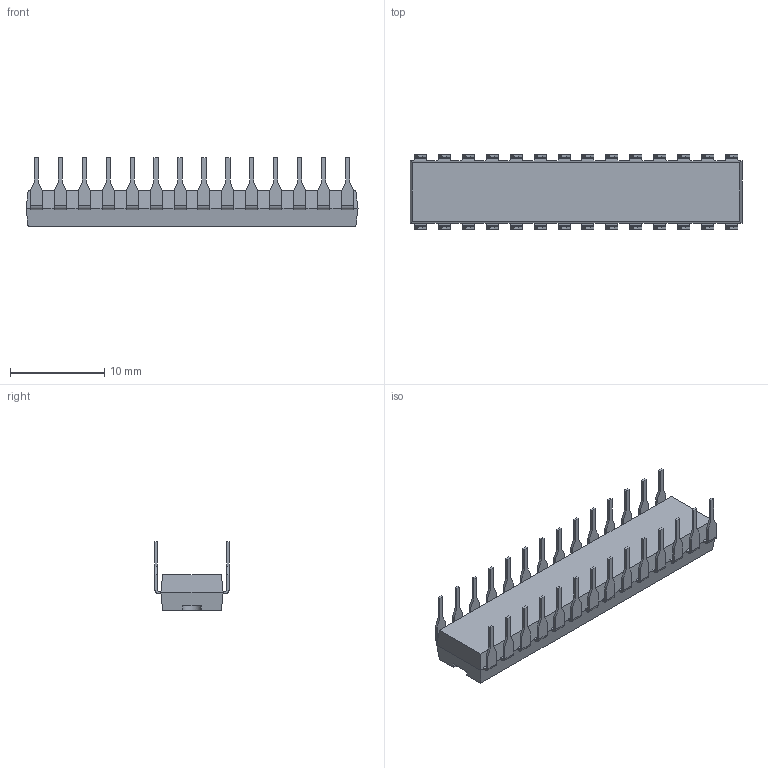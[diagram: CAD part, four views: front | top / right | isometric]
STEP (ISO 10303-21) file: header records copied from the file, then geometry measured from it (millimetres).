
FILE_DESCRIPTION (( 'STEP AP214' ), '1' );
FILE_NAME ('DIP28.STEP', '2015-12-07T18:37:36', ( '' ), ( '' ), 'SwSTEP 2.0', 'SolidWorks 2015', '' );
FILE_SCHEMA (( 'AUTOMOTIVE_DESIGN' ));
Length unit declared in the file: millimetre
Products named in the file (1): DIP28
Bounding box: 35.2 x 7.87 x 7.31 mm (x, y, z)
Volume: 883.8 mm3; surface area: 1097.1 mm2
Topology: 1 solids, 1 shells, 503 faces, 1460 edges, 972 vertices
Faces by surface type: plane 400, cylinder 57, bspline 46
Entity records: 24331 total; most frequent: CARTESIAN_POINT 5868, ORIENTED_EDGE 2920, DIRECTION 2396, EDGE_CURVE 1460, LINE 1252, VECTOR 1252, VERTEX_POINT 972, AXIS2_PLACEMENT_3D 572
